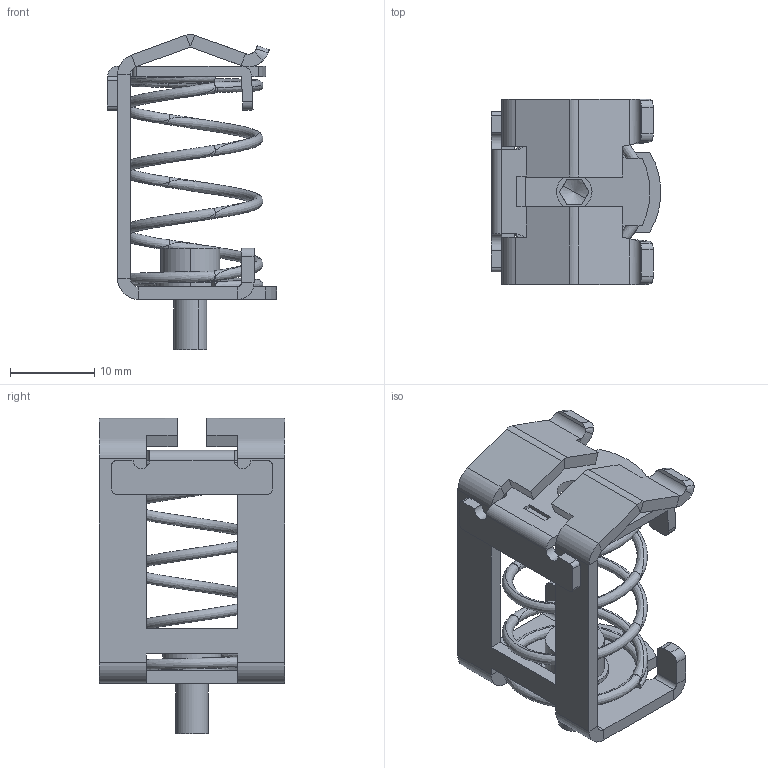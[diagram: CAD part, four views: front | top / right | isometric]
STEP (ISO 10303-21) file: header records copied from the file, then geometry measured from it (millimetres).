
FILE_DESCRIPTION(('CATIA V5 STEP Exchange','CAx-IF Rec.Pracs.--- Model Styling and Organization---1.4--- 2014-01-23'),'2;1');
FILE_NAME ('374350_2', '2022-04-05T06:28:21+00:00', ('none'), ('Weidmueller'), 'CATIA Version 5-6 Release 2016 SP3 HF44', 'CATIA V5 STEP AP214', 'none');
FILE_SCHEMA(('AUTOMOTIVE_DESIGN { 1 0 10303 214 1 1 1 1 }'));
Length unit declared in the file: millimetre
Products named in the file (1): 1712311001
Bounding box: 20.06 x 22 x 37.4 mm (x, y, z)
Volume: 2403.7 mm3; surface area: 4644.4 mm2
Topology: 5 solids, 5 shells, 241 faces, 582 edges, 352 vertices
Faces by surface type: plane 126, cylinder 71, bspline 30, cone 10, torus 4
Entity records: 11677 total; most frequent: CARTESIAN_POINT 6621, ORIENTED_EDGE 1160, DIRECTION 818, EDGE_CURVE 580, VERTEX_POINT 352, AXIS2_PLACEMENT_3D 327, VECTOR 322, LINE 322
